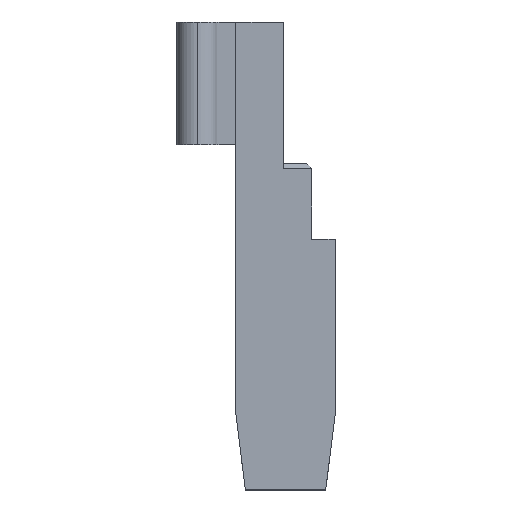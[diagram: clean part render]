
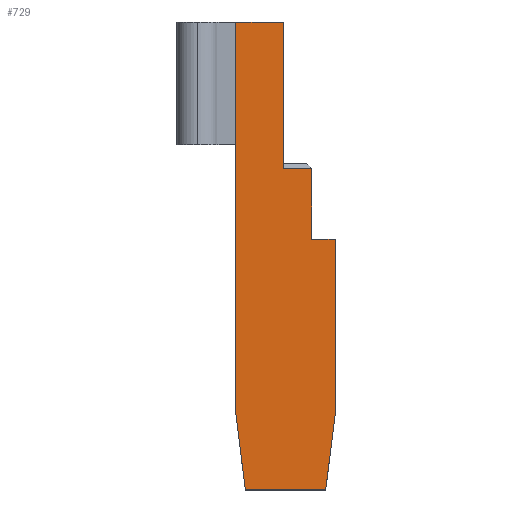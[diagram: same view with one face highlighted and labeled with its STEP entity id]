
A CAD part, top view. The second image highlights one B-rep face of the part: STEP entity #729.
In plain terms, the highlighted planar face has unit normal (0, 0, 1).
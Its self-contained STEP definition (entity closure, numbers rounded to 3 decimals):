
#2 = VECTOR ( 'NONE', #81, 1000. ) ;
#4 = VECTOR ( 'NONE', #427, 1000. ) ;
#10 = ORIENTED_EDGE ( 'NONE', *, *, #218, .T. ) ;
#28 = CARTESIAN_POINT ( 'NONE',  ( 5.25, -21.5, 6.5 ) ) ;
#29 = LINE ( 'NONE', #613, #4 ) ;
#32 = VECTOR ( 'NONE', #309, 1000. ) ;
#34 = FACE_OUTER_BOUND ( 'NONE', #443, .T. ) ;
#37 = EDGE_CURVE ( 'NONE', #113, #396, #394, .T. ) ;
#49 = ORIENTED_EDGE ( 'NONE', *, *, #296, .F. ) ;
#50 = CARTESIAN_POINT ( 'NONE',  ( -0.25, 4.5, 6.5 ) ) ;
#71 = LINE ( 'NONE', #645, #709 ) ;
#81 = DIRECTION ( 'NONE',  ( 0., -1., 0. ) ) ;
#92 = CARTESIAN_POINT ( 'NONE',  ( -5.25, 20., 6.5 ) ) ;
#94 = VECTOR ( 'NONE', #209, 1000. ) ;
#98 = ORIENTED_EDGE ( 'NONE', *, *, #354, .T. ) ;
#101 = VERTEX_POINT ( 'NONE', #361 ) ;
#105 = VERTEX_POINT ( 'NONE', #584 ) ;
#113 = VERTEX_POINT ( 'NONE', #355 ) ;
#131 = DIRECTION ( 'NONE',  ( 1., 0., 0. ) ) ;
#141 = CARTESIAN_POINT ( 'NONE',  ( -5.25, 20., 6.5 ) ) ;
#148 = VECTOR ( 'NONE', #158, 1000. ) ;
#158 = DIRECTION ( 'NONE',  ( 0.124, -0.992, 0. ) ) ;
#169 = DIRECTION ( 'NONE',  ( 0., 0., 1. ) ) ;
#172 = LINE ( 'NONE', #212, #148 ) ;
#179 = CARTESIAN_POINT ( 'NONE',  ( -5.25, 20., 6.5 ) ) ;
#184 = LINE ( 'NONE', #701, #32 ) ;
#187 = ORIENTED_EDGE ( 'NONE', *, *, #345, .T. ) ;
#188 = DIRECTION ( 'NONE',  ( 0., 1., 0. ) ) ;
#207 = EDGE_CURVE ( 'NONE', #734, #574, #29, .T. ) ;
#209 = DIRECTION ( 'NONE',  ( 0., -1., 0. ) ) ;
#210 = ORIENTED_EDGE ( 'NONE', *, *, #207, .T. ) ;
#212 = CARTESIAN_POINT ( 'NONE',  ( -7.815, -0.977, 6.5 ) ) ;
#213 = ORIENTED_EDGE ( 'NONE', *, *, #488, .T. ) ;
#214 = PLANE ( 'NONE',  #266 ) ;
#218 = EDGE_CURVE ( 'NONE', #454, #105, #375, .T. ) ;
#233 = LINE ( 'NONE', #179, #450 ) ;
#258 = CARTESIAN_POINT ( 'NONE',  ( 2.75, -3., 6.5 ) ) ;
#266 = AXIS2_PLACEMENT_3D ( 'NONE', #685, #169, #286 ) ;
#279 = VERTEX_POINT ( 'NONE', #377 ) ;
#280 = DIRECTION ( 'NONE',  ( -1., 0., 0. ) ) ;
#286 = DIRECTION ( 'NONE',  ( 1., 0., 0. ) ) ;
#296 = EDGE_CURVE ( 'NONE', #752, #396, #658, .T. ) ;
#309 = DIRECTION ( 'NONE',  ( 1., 0., 0. ) ) ;
#310 = LINE ( 'NONE', #423, #591 ) ;
#341 = ORIENTED_EDGE ( 'NONE', *, *, #37, .T. ) ;
#345 = EDGE_CURVE ( 'NONE', #101, #734, #184, .T. ) ;
#354 = EDGE_CURVE ( 'NONE', #574, #279, #71, .T. ) ;
#355 = CARTESIAN_POINT ( 'NONE',  ( 2.75, 4.5, 6.5 ) ) ;
#358 = LINE ( 'NONE', #652, #542 ) ;
#361 = CARTESIAN_POINT ( 'NONE',  ( -4.25, -29.5, 6.5 ) ) ;
#371 = EDGE_CURVE ( 'NONE', #552, #279, #358, .T. ) ;
#375 = LINE ( 'NONE', #92, #94 ) ;
#377 = CARTESIAN_POINT ( 'NONE',  ( 5.25, -3., 6.5 ) ) ;
#394 = LINE ( 'NONE', #50, #605 ) ;
#396 = VERTEX_POINT ( 'NONE', #697 ) ;
#403 = DIRECTION ( 'NONE',  ( -1., 0., 0. ) ) ;
#405 = ORIENTED_EDGE ( 'NONE', *, *, #608, .F. ) ;
#421 = CARTESIAN_POINT ( 'NONE',  ( -0.25, 20., 6.5 ) ) ;
#423 = CARTESIAN_POINT ( 'NONE',  ( 2.75, 0., 6.5 ) ) ;
#427 = DIRECTION ( 'NONE',  ( 0.124, 0.992, 0. ) ) ;
#439 = CARTESIAN_POINT ( 'NONE',  ( 4.25, -29.5, 6.5 ) ) ;
#443 = EDGE_LOOP ( 'NONE', ( #10, #491, #187, #210, #98, #446, #405, #341, #49, #213 ) ) ;
#446 = ORIENTED_EDGE ( 'NONE', *, *, #371, .F. ) ;
#450 = VECTOR ( 'NONE', #403, 1000. ) ;
#454 = VERTEX_POINT ( 'NONE', #141 ) ;
#488 = EDGE_CURVE ( 'NONE', #752, #454, #233, .T. ) ;
#491 = ORIENTED_EDGE ( 'NONE', *, *, #623, .T. ) ;
#539 = DIRECTION ( 'NONE',  ( 0., -1., 0. ) ) ;
#542 = VECTOR ( 'NONE', #131, 1000. ) ;
#552 = VERTEX_POINT ( 'NONE', #258 ) ;
#574 = VERTEX_POINT ( 'NONE', #28 ) ;
#584 = CARTESIAN_POINT ( 'NONE',  ( -5.25, -21.5, 6.5 ) ) ;
#591 = VECTOR ( 'NONE', #539, 1000. ) ;
#605 = VECTOR ( 'NONE', #280, 1000. ) ;
#607 = CARTESIAN_POINT ( 'NONE',  ( -0.25, 0., 6.5 ) ) ;
#608 = EDGE_CURVE ( 'NONE', #113, #552, #310, .T. ) ;
#613 = CARTESIAN_POINT ( 'NONE',  ( 7.815, -0.977, 6.5 ) ) ;
#623 = EDGE_CURVE ( 'NONE', #105, #101, #172, .T. ) ;
#645 = CARTESIAN_POINT ( 'NONE',  ( 5.25, 20., 6.5 ) ) ;
#652 = CARTESIAN_POINT ( 'NONE',  ( 0., -3., 6.5 ) ) ;
#658 = LINE ( 'NONE', #607, #2 ) ;
#685 = CARTESIAN_POINT ( 'NONE',  ( 0., 0., 6.5 ) ) ;
#697 = CARTESIAN_POINT ( 'NONE',  ( -0.25, 4.5, 6.5 ) ) ;
#701 = CARTESIAN_POINT ( 'NONE',  ( 0., -29.5, 6.5 ) ) ;
#709 = VECTOR ( 'NONE', #188, 1000. ) ;
#729 = ADVANCED_FACE ( 'NONE', ( #34 ), #214, .T. ) ;
#734 = VERTEX_POINT ( 'NONE', #439 ) ;
#752 = VERTEX_POINT ( 'NONE', #421 ) ;
